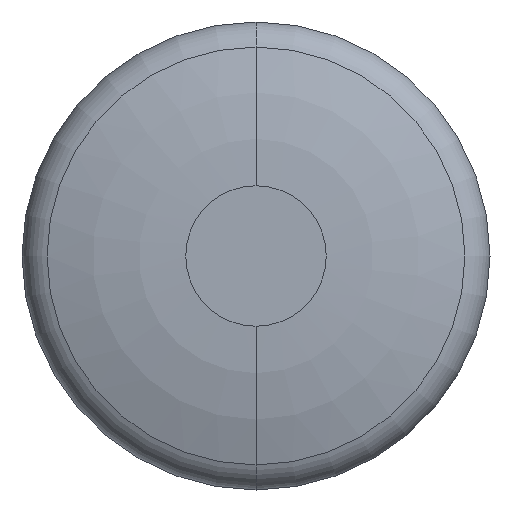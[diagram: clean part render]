
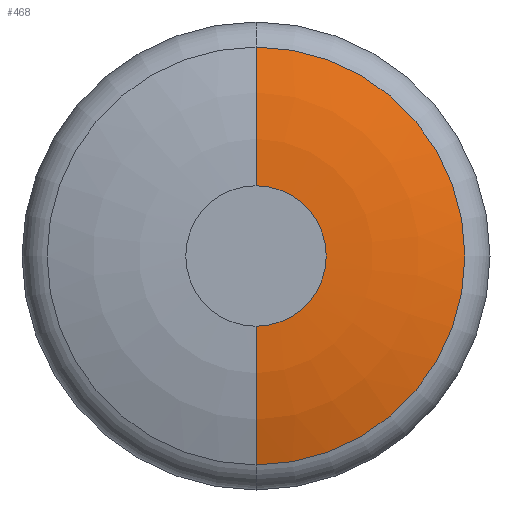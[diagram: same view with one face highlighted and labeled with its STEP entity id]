
A CAD part, front view. The second image highlights one B-rep face of the part: STEP entity #468.
In plain terms, the highlighted toroidal (fillet/blend) face has major radius 2.381 mm and minor radius 14.287 mm.
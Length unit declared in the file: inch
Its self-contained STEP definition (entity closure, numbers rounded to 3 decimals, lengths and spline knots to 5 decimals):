
#101 = DIRECTION ( 'NONE',  ( 0., -1., 0. ) ) ;
#107 = CIRCLE ( 'NONE', #411, 0.27896 ) ;
#119 = AXIS2_PLACEMENT_3D ( 'NONE', #194, #482, #450 ) ;
#148 = CARTESIAN_POINT ( 'NONE',  ( 0., 0., -0.09375 ) ) ;
#158 = CARTESIAN_POINT ( 'NONE',  ( 0., 0., 0. ) ) ;
#159 = CIRCLE ( 'NONE', #119, 0.5625 ) ;
#160 = DIRECTION ( 'NONE',  ( 0., -1., 0. ) ) ;
#165 = VERTEX_POINT ( 'NONE', #209 ) ;
#183 = CIRCLE ( 'NONE', #365, 0.5625 ) ;
#192 = EDGE_CURVE ( 'NONE', #165, #464, #107, .T. ) ;
#194 = CARTESIAN_POINT ( 'NONE',  ( 0., 0.5625, -0.09375 ) ) ;
#198 = DIRECTION ( 'NONE',  ( 0., 0., -1. ) ) ;
#200 = AXIS2_PLACEMENT_3D ( 'NONE', #158, #160, #198 ) ;
#209 = CARTESIAN_POINT ( 'NONE',  ( 0., 0.03137, -0.27896 ) ) ;
#214 = DIRECTION ( 'NONE',  ( 0., 0., -1. ) ) ;
#222 = AXIS2_PLACEMENT_3D ( 'NONE', #289, #101, #214 ) ;
#248 = EDGE_LOOP ( 'NONE', ( #282, #271, #342, #351 ) ) ;
#271 = ORIENTED_EDGE ( 'NONE', *, *, #390, .T. ) ;
#282 = ORIENTED_EDGE ( 'NONE', *, *, #192, .T. ) ;
#289 = CARTESIAN_POINT ( 'NONE',  ( 0., 0.5625, 0. ) ) ;
#312 = CARTESIAN_POINT ( 'NONE',  ( 0., 0.03137, 0.27896 ) ) ;
#313 = DIRECTION ( 'NONE',  ( 0., 0., -1. ) ) ;
#322 = CARTESIAN_POINT ( 'NONE',  ( 0., 0.03137, 0. ) ) ;
#323 = VERTEX_POINT ( 'NONE', #443 ) ;
#342 = ORIENTED_EDGE ( 'NONE', *, *, #467, .F. ) ;
#343 = FACE_OUTER_BOUND ( 'NONE', #248, .T. ) ;
#348 = EDGE_CURVE ( 'NONE', #165, #353, #159, .T. ) ;
#351 = ORIENTED_EDGE ( 'NONE', *, *, #348, .F. ) ;
#353 = VERTEX_POINT ( 'NONE', #148 ) ;
#365 = AXIS2_PLACEMENT_3D ( 'NONE', #386, #377, #376 ) ;
#376 = DIRECTION ( 'NONE',  ( 0., 0., -1. ) ) ;
#377 = DIRECTION ( 'NONE',  ( 1., 0., 0. ) ) ;
#386 = CARTESIAN_POINT ( 'NONE',  ( 0., 0.5625, 0.09375 ) ) ;
#390 = EDGE_CURVE ( 'NONE', #464, #323, #183, .T. ) ;
#411 = AXIS2_PLACEMENT_3D ( 'NONE', #322, #424, #313 ) ;
#420 = TOROIDAL_SURFACE ( 'NONE', #222, 0.09375, 0.5625 ) ;
#424 = DIRECTION ( 'NONE',  ( 0., -1., 0. ) ) ;
#443 = CARTESIAN_POINT ( 'NONE',  ( 0., 0., 0.09375 ) ) ;
#450 = DIRECTION ( 'NONE',  ( 0., 0., 1. ) ) ;
#454 = CIRCLE ( 'NONE', #200, 0.09375 ) ;
#464 = VERTEX_POINT ( 'NONE', #312 ) ;
#467 = EDGE_CURVE ( 'NONE', #353, #323, #454, .T. ) ;
#468 = ADVANCED_FACE ( 'NONE', ( #343 ), #420, .T. ) ;
#482 = DIRECTION ( 'NONE',  ( -1., 0., 0. ) ) ;
